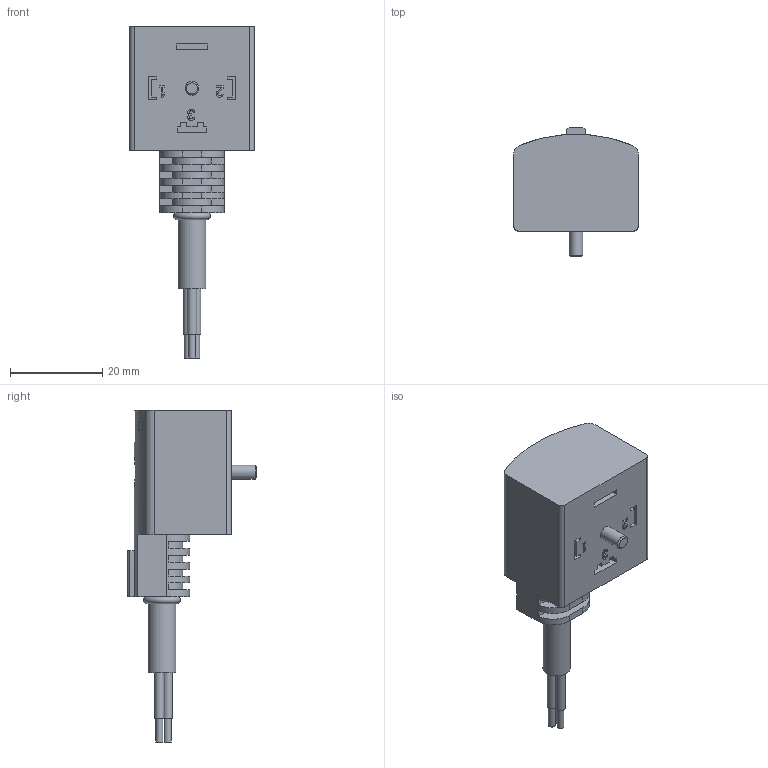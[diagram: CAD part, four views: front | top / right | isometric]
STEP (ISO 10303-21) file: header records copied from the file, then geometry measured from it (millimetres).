
FILE_DESCRIPTION(/* description */ ('STEP AP214'),/* implementation_level */ '2;1');
FILE_NAME(/* name */ '30933_KMC-1-24DC-5-LED',/* time_stamp */ '2024-08-29T16:49:36+02:00',/* author */ ('License CC BY-ND 4.0'),/* organization */ ('CADENAS'),/* preprocessor_version */ 'ST-DEVELOPER v19.3',/* originating_system */ 'PARTsolutions',/* authorisation */ ' ');
FILE_SCHEMA (('AUTOMOTIVE_DESIGN {1 0 10303 214 3 1 1}'));
Length unit declared in the file: millimetre
Products named in the file (1): 30933 KMC-1-24DC-5-LED
Bounding box: 27 x 28 x 72 mm (x, y, z)
Volume: 16776.1 mm3; surface area: 5921.5 mm2
Topology: 1 solids, 1 shells, 172 faces, 450 edges, 300 vertices
Faces by surface type: plane 138, cylinder 30, torus 2, cone 2
Full cylindrical faces by diameter (mm): 1.5 x3, 2 x1, 3 x1, 6 x2
Entity records: 6422 total; most frequent: CARTESIAN_POINT 951, ORIENTED_EDGE 870, DIRECTION 855, EDGE_CURVE 435, LINE 335, VECTOR 335, VERTEX_POINT 296, AXIS2_PLACEMENT_3D 260
